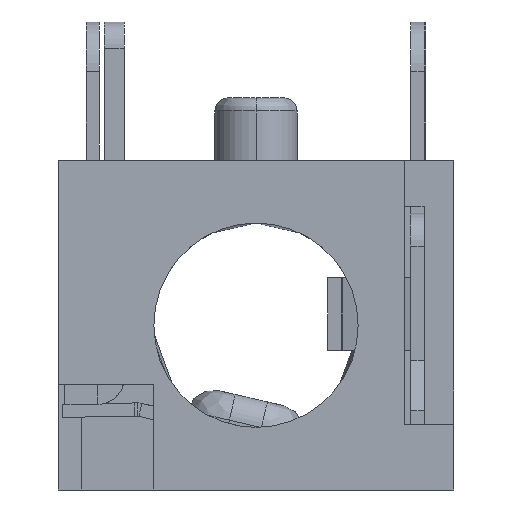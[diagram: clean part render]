
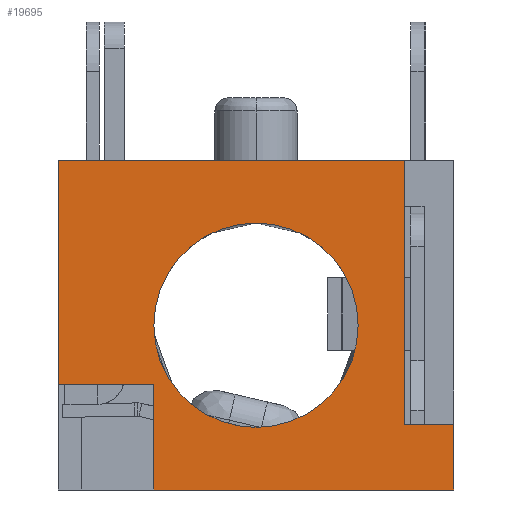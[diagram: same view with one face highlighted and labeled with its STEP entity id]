
A CAD part, front view. The second image highlights one B-rep face of the part: STEP entity #19695.
In plain terms, the highlighted free-form (B-spline) face has degree [1, 1] with [2, 2] control points.
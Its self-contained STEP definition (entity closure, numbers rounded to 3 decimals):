
#134 = VERTEX_POINT ( 'NONE', #7834 ) ;
#405 = DIRECTION ( 'NONE',  ( -1., 0., 0. ) ) ;
#754 = DIRECTION ( 'NONE',  ( 0., 0., 1. ) ) ;
#830 = VECTOR ( 'NONE', #4307, 1000. ) ;
#916 = DIRECTION ( 'NONE',  ( 0., 0., -1. ) ) ;
#1033 = EDGE_CURVE ( 'NONE', #5056, #134, #15780, .T. ) ;
#1080 = EDGE_CURVE ( 'NONE', #17493, #17892, #4196, .T. ) ;
#1109 = CARTESIAN_POINT ( 'NONE',  ( 3., -5.825, -5. ) ) ;
#2099 = CARTESIAN_POINT ( 'NONE',  ( -1.55, -5.825, -2.5 ) ) ;
#2268 = LINE ( 'NONE', #12587, #8111 ) ;
#2682 = ORIENTED_EDGE ( 'NONE', *, *, #5631, .F. ) ;
#2932 = VECTOR ( 'NONE', #12225, 1000. ) ;
#2933 = ORIENTED_EDGE ( 'NONE', *, *, #10966, .T. ) ;
#3545 = CARTESIAN_POINT ( 'NONE',  ( 2.25, -5.825, 0. ) ) ;
#3815 = DIRECTION ( 'NONE',  ( 0., 0., -1. ) ) ;
#4196 = LINE ( 'NONE', #11073, #12078 ) ;
#4270 = CIRCLE ( 'NONE', #7196, 1.55 ) ;
#4307 = DIRECTION ( 'NONE',  ( 1., 0., 0. ) ) ;
#4343 = VERTEX_POINT ( 'NONE', #2099 ) ;
#4490 = CARTESIAN_POINT ( 'NONE',  ( 1.55, -5.825, -2.5 ) ) ;
#4611 = CARTESIAN_POINT ( 'NONE',  ( 2.25, -5.825, -4. ) ) ;
#5056 = VERTEX_POINT ( 'NONE', #16130 ) ;
#5185 = LINE ( 'NONE', #7244, #17625 ) ;
#5328 = CARTESIAN_POINT ( 'NONE',  ( 0., -5.825, -2.5 ) ) ;
#5332 = ORIENTED_EDGE ( 'NONE', *, *, #6796, .F. ) ;
#5631 = EDGE_CURVE ( 'NONE', #8414, #4343, #4270, .T. ) ;
#5810 = DIRECTION ( 'NONE',  ( 1., 0., 0. ) ) ;
#6187 = FACE_BOUND ( 'NONE', #8269, .T. ) ;
#6504 = EDGE_CURVE ( 'NONE', #134, #9479, #12806, .T. ) ;
#6796 = EDGE_CURVE ( 'NONE', #4343, #8414, #19428, .T. ) ;
#6949 = CARTESIAN_POINT ( 'NONE',  ( 3., -5.825, -4. ) ) ;
#6992 = DIRECTION ( 'NONE',  ( 1., 0., 0. ) ) ;
#7027 = CARTESIAN_POINT ( 'NONE',  ( -3., -5.825, -3.4 ) ) ;
#7196 = AXIS2_PLACEMENT_3D ( 'NONE', #13998, #10330, #6992 ) ;
#7244 = CARTESIAN_POINT ( 'NONE',  ( -3., -5.825, 0. ) ) ;
#7371 = CARTESIAN_POINT ( 'NONE',  ( -3., -5.825, 0. ) ) ;
#7624 = CARTESIAN_POINT ( 'NONE',  ( -1.55, -5.825, -5. ) ) ;
#7779 = EDGE_CURVE ( 'NONE', #15802, #9479, #9961, .T. ) ;
#7834 = CARTESIAN_POINT ( 'NONE',  ( 3., -5.825, -5. ) ) ;
#8111 = VECTOR ( 'NONE', #5810, 1000. ) ;
#8171 = ORIENTED_EDGE ( 'NONE', *, *, #7779, .T. ) ;
#8208 = CARTESIAN_POINT ( 'NONE',  ( -3., -5.825, 0. ) ) ;
#8223 = VERTEX_POINT ( 'NONE', #7027 ) ;
#8269 = EDGE_LOOP ( 'NONE', ( #5332, #2682 ) ) ;
#8414 = VERTEX_POINT ( 'NONE', #4490 ) ;
#9417 = CARTESIAN_POINT ( 'NONE',  ( -3.12, -5.825, -5.1 ) ) ;
#9469 = DIRECTION ( 'NONE',  ( -1., 0., 0. ) ) ;
#9479 = VERTEX_POINT ( 'NONE', #7624 ) ;
#9944 = VECTOR ( 'NONE', #916, 1000. ) ;
#9961 = LINE ( 'NONE', #20267, #9944 ) ;
#10330 = DIRECTION ( 'NONE',  ( 0., -1., 0. ) ) ;
#10763 = ORIENTED_EDGE ( 'NONE', *, *, #1080, .T. ) ;
#10966 = EDGE_CURVE ( 'NONE', #5056, #17493, #15112, .T. ) ;
#11073 = CARTESIAN_POINT ( 'NONE',  ( 2.25, -5.825, -4. ) ) ;
#11209 = CARTESIAN_POINT ( 'NONE',  ( 3., -5.825, -4. ) ) ;
#11347 = CARTESIAN_POINT ( 'NONE',  ( 3.12, -5.825, -5.1 ) ) ;
#11732 = CARTESIAN_POINT ( 'NONE',  ( -1.55, -5.825, -3.4 ) ) ;
#12078 = VECTOR ( 'NONE', #754, 1000. ) ;
#12225 = DIRECTION ( 'NONE',  ( 0., 0., -1. ) ) ;
#12563 = VECTOR ( 'NONE', #20131, 1000. ) ;
#12587 = CARTESIAN_POINT ( 'NONE',  ( -3., -5.825, -3.4 ) ) ;
#12806 = LINE ( 'NONE', #1109, #16505 ) ;
#12814 = ORIENTED_EDGE ( 'NONE', *, *, #6504, .F. ) ;
#12872 = ORIENTED_EDGE ( 'NONE', *, *, #14675, .T. ) ;
#13090 = ORIENTED_EDGE ( 'NONE', *, *, #19566, .F. ) ;
#13998 = CARTESIAN_POINT ( 'NONE',  ( 0., -5.825, -2.5 ) ) ;
#14675 = EDGE_CURVE ( 'NONE', #21056, #8223, #5185, .T. ) ;
#14906 = CARTESIAN_POINT ( 'NONE',  ( 3.12, -5.825, 0.1 ) ) ;
#15077 = ORIENTED_EDGE ( 'NONE', *, *, #16701, .T. ) ;
#15112 = LINE ( 'NONE', #11209, #12563 ) ;
#15780 = LINE ( 'NONE', #6949, #2932 ) ;
#15802 = VERTEX_POINT ( 'NONE', #11732 ) ;
#16130 = CARTESIAN_POINT ( 'NONE',  ( 3., -5.825, -4. ) ) ;
#16505 = VECTOR ( 'NONE', #9469, 1000. ) ;
#16639 = CARTESIAN_POINT ( 'NONE',  ( -3.12, -5.825, 0.1 ) ) ;
#16701 = EDGE_CURVE ( 'NONE', #8223, #15802, #2268, .T. ) ;
#17248 = AXIS2_PLACEMENT_3D ( 'NONE', #5328, #20906, #405 ) ;
#17493 = VERTEX_POINT ( 'NONE', #4611 ) ;
#17625 = VECTOR ( 'NONE', #3815, 1000. ) ;
#17892 = VERTEX_POINT ( 'NONE', #3545 ) ;
#18442 = B_SPLINE_SURFACE_WITH_KNOTS ( 'NONE', 1, 1, ( 
 ( #14906, #16639 ),
 ( #11347, #9417 ) ),
 .UNSPECIFIED., .F., .F., .F.,
 ( 2, 2 ),
 ( 2, 2 ),
 ( -2.6, 2.6 ),
 ( -3.12, 3.12 ),
 .UNSPECIFIED. ) ;
#19428 = CIRCLE ( 'NONE', #17248, 1.55 ) ;
#19529 = EDGE_LOOP ( 'NONE', ( #8171, #12814, #19574, #2933, #10763, #13090, #12872, #15077 ) ) ;
#19566 = EDGE_CURVE ( 'NONE', #21056, #17892, #20108, .T. ) ;
#19574 = ORIENTED_EDGE ( 'NONE', *, *, #1033, .F. ) ;
#19695 = ADVANCED_FACE ( 'NONE', ( #21448, #6187 ), #18442, .F. ) ;
#20108 = LINE ( 'NONE', #8208, #830 ) ;
#20131 = DIRECTION ( 'NONE',  ( -1., 0., 0. ) ) ;
#20267 = CARTESIAN_POINT ( 'NONE',  ( -1.55, -5.825, -3.4 ) ) ;
#20906 = DIRECTION ( 'NONE',  ( 0., -1., 0. ) ) ;
#21056 = VERTEX_POINT ( 'NONE', #7371 ) ;
#21448 = FACE_OUTER_BOUND ( 'NONE', #19529, .T. ) ;
